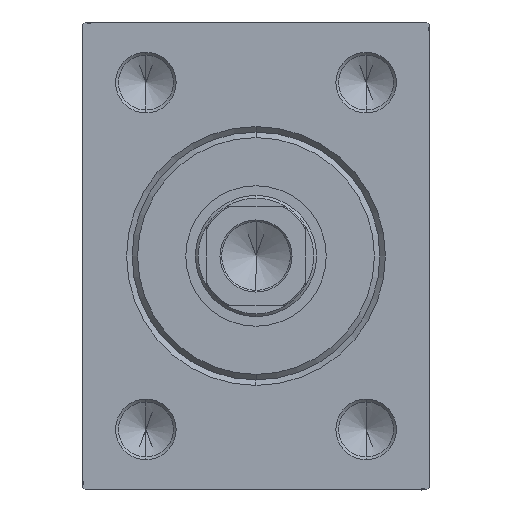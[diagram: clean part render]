
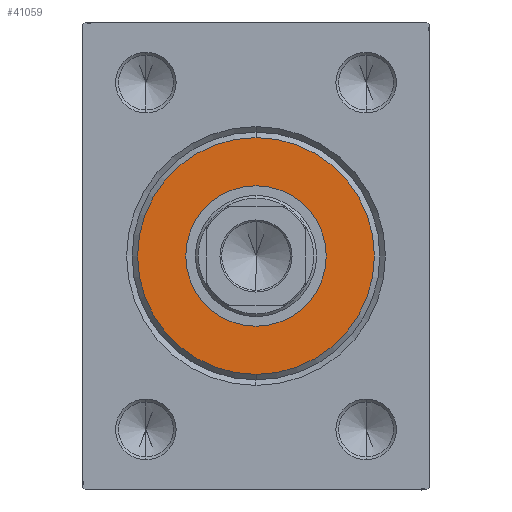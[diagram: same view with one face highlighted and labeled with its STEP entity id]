
A CAD part, left-side view. The second image highlights one B-rep face of the part: STEP entity #41059.
In plain terms, the highlighted face is planar.
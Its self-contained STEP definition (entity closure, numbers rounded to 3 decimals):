
#4046 = EDGE_CURVE ( 'NONE', #28636, #20479, #12835, .T. ) ;
#4541 = CARTESIAN_POINT ( 'NONE',  ( 3., 0., 21.5 ) ) ;
#5425 = CARTESIAN_POINT ( 'NONE',  ( 3., 0., -12.75 ) ) ;
#6180 = EDGE_CURVE ( 'NONE', #40211, #23124, #24486, .T. ) ;
#6732 = EDGE_CURVE ( 'NONE', #20479, #28636, #38304, .T. ) ;
#8697 = CIRCLE ( 'NONE', #31917, 12.75 ) ;
#9764 = DIRECTION ( 'NONE',  ( 0., 0., -1. ) ) ;
#10211 = DIRECTION ( 'NONE',  ( 1., 0., 0. ) ) ;
#11920 = ORIENTED_EDGE ( 'NONE', *, *, #6732, .T. ) ;
#12695 = EDGE_LOOP ( 'NONE', ( #11920, #25909 ) ) ;
#12835 = CIRCLE ( 'NONE', #32384, 21.5 ) ;
#14137 = DIRECTION ( 'NONE',  ( 0., 0., -1. ) ) ;
#17276 = EDGE_CURVE ( 'NONE', #23124, #40211, #8697, .T. ) ;
#18052 = CARTESIAN_POINT ( 'NONE',  ( 3., 0., 0. ) ) ;
#19015 = DIRECTION ( 'NONE',  ( -1., 0., 0. ) ) ;
#20280 = DIRECTION ( 'NONE',  ( -1., 0., 0. ) ) ;
#20479 = VERTEX_POINT ( 'NONE', #4541 ) ;
#21595 = AXIS2_PLACEMENT_3D ( 'NONE', #33764, #19015, #43532 ) ;
#23124 = VERTEX_POINT ( 'NONE', #5425 ) ;
#23623 = PLANE ( 'NONE',  #25841 ) ;
#24355 = CARTESIAN_POINT ( 'NONE',  ( 3., 0., 0. ) ) ;
#24486 = CIRCLE ( 'NONE', #21595, 12.75 ) ;
#24521 = AXIS2_PLACEMENT_3D ( 'NONE', #18052, #28277, #42125 ) ;
#25841 = AXIS2_PLACEMENT_3D ( 'NONE', #34528, #10211, #40661 ) ;
#25909 = ORIENTED_EDGE ( 'NONE', *, *, #4046, .T. ) ;
#26800 = FACE_BOUND ( 'NONE', #38636, .T. ) ;
#28277 = DIRECTION ( 'NONE',  ( 1., 0., 0. ) ) ;
#28636 = VERTEX_POINT ( 'NONE', #29217 ) ;
#29217 = CARTESIAN_POINT ( 'NONE',  ( 3., 0., -21.5 ) ) ;
#30651 = CARTESIAN_POINT ( 'NONE',  ( 3., 0., 0. ) ) ;
#31917 = AXIS2_PLACEMENT_3D ( 'NONE', #24355, #20280, #14137 ) ;
#32384 = AXIS2_PLACEMENT_3D ( 'NONE', #30651, #37507, #9764 ) ;
#33764 = CARTESIAN_POINT ( 'NONE',  ( 3., 0., 0. ) ) ;
#34528 = CARTESIAN_POINT ( 'NONE',  ( 3., 0., 0. ) ) ;
#35312 = ORIENTED_EDGE ( 'NONE', *, *, #6180, .T. ) ;
#36313 = ORIENTED_EDGE ( 'NONE', *, *, #17276, .T. ) ;
#37158 = CARTESIAN_POINT ( 'NONE',  ( 3., 0., 12.75 ) ) ;
#37507 = DIRECTION ( 'NONE',  ( 1., 0., 0. ) ) ;
#37723 = FACE_OUTER_BOUND ( 'NONE', #12695, .T. ) ;
#38304 = CIRCLE ( 'NONE', #24521, 21.5 ) ;
#38636 = EDGE_LOOP ( 'NONE', ( #35312, #36313 ) ) ;
#40211 = VERTEX_POINT ( 'NONE', #37158 ) ;
#40661 = DIRECTION ( 'NONE',  ( 0., 0., -1. ) ) ;
#41059 = ADVANCED_FACE ( 'NONE', ( #37723, #26800 ), #23623, .T. ) ;
#42125 = DIRECTION ( 'NONE',  ( 0., 0., -1. ) ) ;
#43532 = DIRECTION ( 'NONE',  ( 0., 0., -1. ) ) ;
